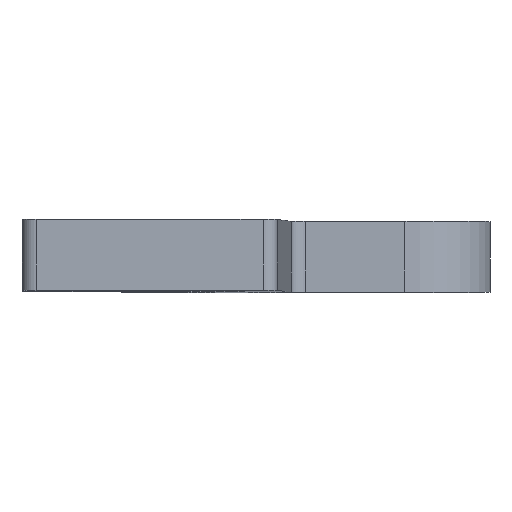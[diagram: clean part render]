
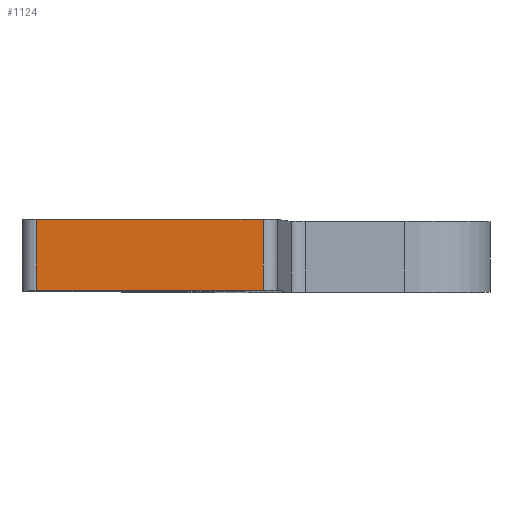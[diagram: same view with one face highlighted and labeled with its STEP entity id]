
A CAD part, top view. The second image highlights one B-rep face of the part: STEP entity #1124.
In plain terms, the highlighted planar face has unit normal (0, 0, 1).
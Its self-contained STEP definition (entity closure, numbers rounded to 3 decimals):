
#60=PLANE('',#1263);
#118=FACE_OUTER_BOUND('',#197,.T.);
#197=EDGE_LOOP('',(#1026,#1027,#1028,#1029));
#218=LINE('',#1700,#311);
#242=LINE('',#1808,#335);
#290=LINE('',#1931,#383);
#291=LINE('',#1933,#384);
#311=VECTOR('',#1360,10.);
#335=VECTOR('',#1450,10.);
#383=VECTOR('',#1604,10.);
#384=VECTOR('',#1607,10.);
#482=VERTEX_POINT('',#1697);
#483=VERTEX_POINT('',#1699);
#524=VERTEX_POINT('',#1786);
#534=VERTEX_POINT('',#1806);
#597=EDGE_CURVE('',#482,#483,#218,.T.);
#652=EDGE_CURVE('',#534,#524,#242,.T.);
#714=EDGE_CURVE('',#534,#483,#290,.T.);
#715=EDGE_CURVE('',#524,#482,#291,.T.);
#1026=ORIENTED_EDGE('',*,*,#652,.F.);
#1027=ORIENTED_EDGE('',*,*,#714,.T.);
#1028=ORIENTED_EDGE('',*,*,#597,.F.);
#1029=ORIENTED_EDGE('',*,*,#715,.F.);
#1124=ADVANCED_FACE('',(#118),#60,.T.);
#1263=AXIS2_PLACEMENT_3D('',#1932,#1605,#1606);
#1360=DIRECTION('',(1.,0.,0.));
#1450=DIRECTION('',(-1.,0.,0.));
#1604=DIRECTION('',(0.,1.,0.));
#1605=DIRECTION('center_axis',(0.,0.,1.));
#1606=DIRECTION('ref_axis',(1.,0.,0.));
#1607=DIRECTION('',(0.,1.,0.));
#1697=CARTESIAN_POINT('',(25.73,5.,60.02));
#1699=CARTESIAN_POINT('',(41.73,5.,60.02));
#1700=CARTESIAN_POINT('',(41.73,5.,60.02));
#1786=CARTESIAN_POINT('',(25.73,0.,60.02));
#1806=CARTESIAN_POINT('',(41.73,0.,60.02));
#1808=CARTESIAN_POINT('',(41.73,0.,60.02));
#1931=CARTESIAN_POINT('',(41.73,0.,60.02));
#1932=CARTESIAN_POINT('Origin',(25.73,0.,60.02));
#1933=CARTESIAN_POINT('',(25.73,0.,60.02));
